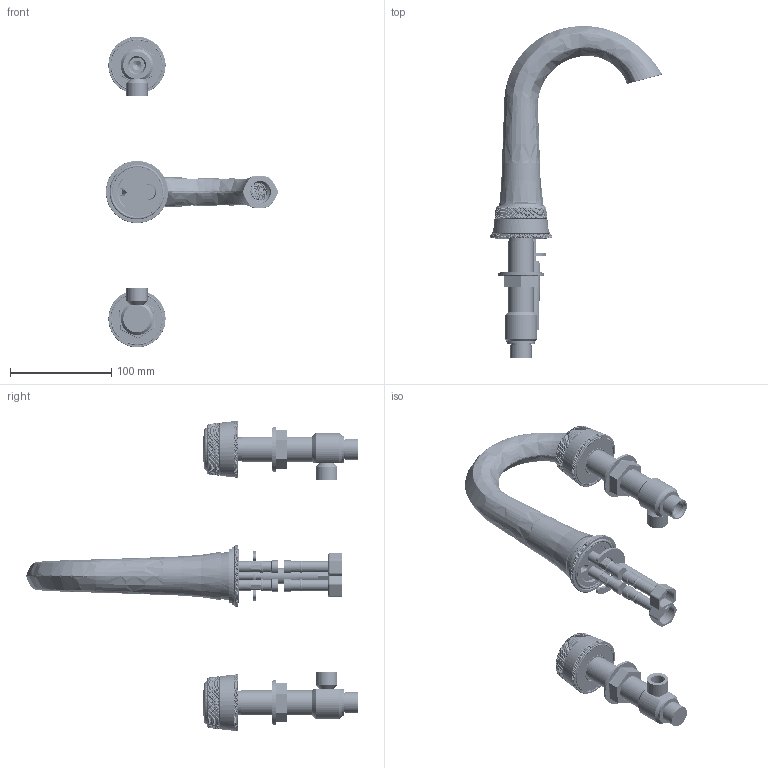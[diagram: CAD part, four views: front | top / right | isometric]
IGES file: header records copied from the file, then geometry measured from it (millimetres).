
Global section: file name: T12K16R; native system: Autodesk Inventor 2020; preprocessor: unknown; author: pbiran; date: 20211011.085028; units: millimetre
Bounding box: 169.95 x 327.21 x 306.42 mm (x, y, z)
Volume: 438468.2 mm3; surface area: 211648.8 mm2
Topology: 36 solids, 36 shells, 33945 faces, 72673 edges, 38937 vertices
Faces by surface type: bspline 33945
